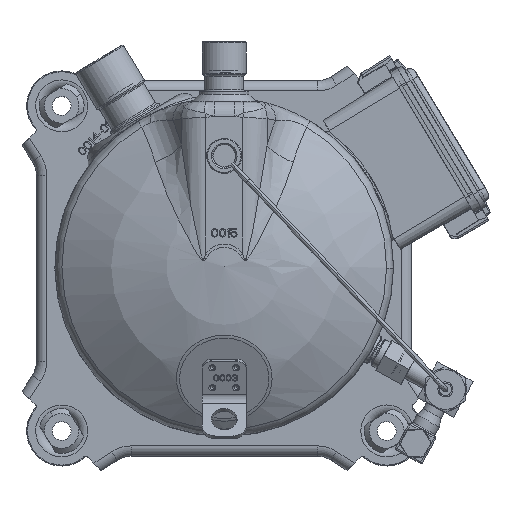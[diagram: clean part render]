
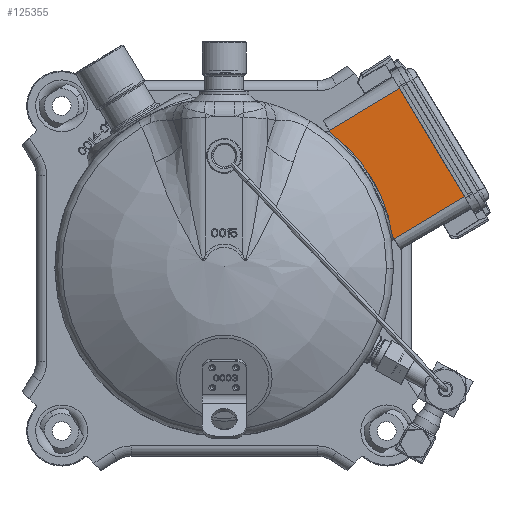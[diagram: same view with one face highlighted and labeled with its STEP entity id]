
A CAD part, top view. The second image highlights one B-rep face of the part: STEP entity #125355.
In plain terms, the highlighted planar face has unit normal (-0.015, -0.009, 1).
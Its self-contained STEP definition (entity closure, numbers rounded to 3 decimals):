
#125064=CARTESIAN_POINT('',(50.344,290.15,394.995));
#125065=VERTEX_POINT('',#125064);
#125066=CARTESIAN_POINT('',(51.478,288.264,394.995));
#125067=VERTEX_POINT('',#125066);
#125068=CARTESIAN_POINT('',(50.344,290.15,394.995));
#125069=DIRECTION('',(0.515,-0.857,0.));
#125070=VECTOR('',#125069,2.201);
#125071=LINE('',#125068,#125070);
#125072=EDGE_CURVE('',#125065,#125067,#125071,.T.);
#125249=CARTESIAN_POINT('',(88.458,226.72,394.997));
#125250=VERTEX_POINT('',#125249);
#125258=CARTESIAN_POINT('',(87.324,228.606,394.996));
#125259=VERTEX_POINT('',#125258);
#125260=CARTESIAN_POINT('',(87.324,228.606,394.996));
#125261=DIRECTION('',(0.515,-0.857,0.));
#125262=VECTOR('',#125261,2.201);
#125263=LINE('',#125260,#125262);
#125264=EDGE_CURVE('',#125259,#125250,#125263,.T.);
#125288=CARTESIAN_POINT('',(-1.744,215.686,393.551));
#125289=DIRECTION('',(0.015,0.009,-1.));
#125290=DIRECTION('',(-0.857,-0.515,-0.017));
#125291=AXIS2_PLACEMENT_3D('',#125288,#125289,#125290);
#125292=ELLIPSE('',#125291,90.014,90.);
#125293=EDGE_CURVE('',#125067,#125259,#125292,.T.);
#125323=CARTESIAN_POINT('',(48.934,292.496,394.995));
#125324=DIRECTION('',(-0.015,-0.009,1.));
#125325=DIRECTION('',(-0.515,0.857,0.));
#125326=AXIS2_PLACEMENT_3D('',#125323,#125324,#125325);
#125327=PLANE('',#125326);
#125328=CARTESIAN_POINT('',(91.488,314.873,395.83));
#125329=VERTEX_POINT('',#125328);
#125330=CARTESIAN_POINT('',(50.344,290.15,394.995));
#125331=DIRECTION('',(0.857,0.515,0.017));
#125332=VECTOR('',#125331,48.007);
#125333=LINE('',#125330,#125332);
#125334=EDGE_CURVE('',#125065,#125329,#125333,.T.);
#125335=ORIENTED_EDGE('',*,*,#125334,.F.);
#125336=ORIENTED_EDGE('',*,*,#125072,.T.);
#125337=ORIENTED_EDGE('',*,*,#125293,.T.);
#125338=ORIENTED_EDGE('',*,*,#125264,.T.);
#125339=CARTESIAN_POINT('',(129.601,251.442,395.832));
#125340=VERTEX_POINT('',#125339);
#125341=CARTESIAN_POINT('',(88.458,226.72,394.997));
#125342=DIRECTION('',(0.857,0.515,0.017));
#125343=VECTOR('',#125342,48.007);
#125344=LINE('',#125341,#125343);
#125345=EDGE_CURVE('',#125250,#125340,#125344,.T.);
#125346=ORIENTED_EDGE('',*,*,#125345,.T.);
#125347=CARTESIAN_POINT('',(129.601,251.442,395.832));
#125348=DIRECTION('',(-0.515,0.857,0.));
#125349=VECTOR('',#125348,74.);
#125350=LINE('',#125347,#125349);
#125351=EDGE_CURVE('',#125340,#125329,#125350,.T.);
#125352=ORIENTED_EDGE('',*,*,#125351,.T.);
#125353=EDGE_LOOP('',(#125335,#125336,#125337,#125338,#125346,#125352));
#125354=FACE_BOUND('',#125353,.T.);
#125355=ADVANCED_FACE('',(#125354),#125327,.T.);
